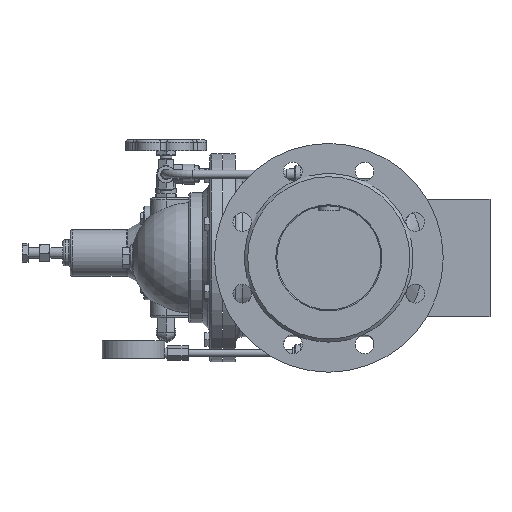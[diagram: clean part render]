
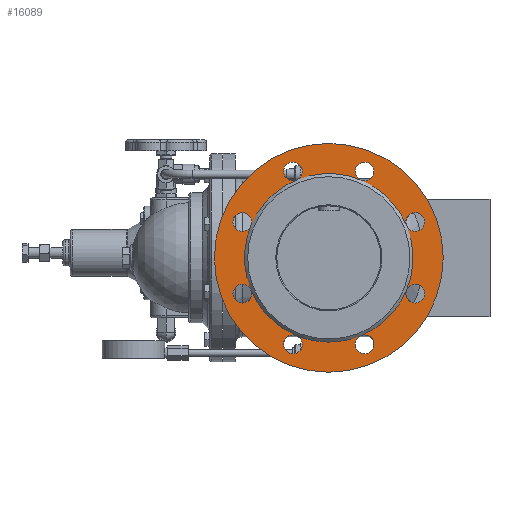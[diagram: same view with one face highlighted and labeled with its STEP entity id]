
A CAD part, left-side view. The second image highlights one B-rep face of the part: STEP entity #16089.
In plain terms, the highlighted planar face has unit normal (-1, 0, 0).
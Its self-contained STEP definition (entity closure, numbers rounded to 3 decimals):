
#595=FACE_BOUND('',#2466,.T.);
#833=PLANE('',#17619);
#1477=FACE_OUTER_BOUND('',#2465,.T.);
#2465=EDGE_LOOP('',(#11639));
#2466=EDGE_LOOP('',(#11640,#11641,#11642,#11643,#11644,#11645,#11646,#11647,
#11648,#11649,#11650,#11651,#11652,#11653,#11654,#11655,#11656,#11657,#11658,
#11659,#11660,#11661,#11662,#11663,#11664));
#3478=CIRCLE('',#17594,110.);
#3479=CIRCLE('',#17596,9.);
#3480=CIRCLE('',#17597,9.);
#3481=CIRCLE('',#17599,9.);
#3482=CIRCLE('',#17600,9.);
#3483=CIRCLE('',#17602,9.);
#3484=CIRCLE('',#17603,9.);
#3485=CIRCLE('',#17605,9.);
#3486=CIRCLE('',#17606,9.);
#3487=CIRCLE('',#17608,9.);
#3488=CIRCLE('',#17609,9.);
#3489=CIRCLE('',#17611,9.);
#3490=CIRCLE('',#17612,9.);
#3491=CIRCLE('',#17614,9.);
#3492=CIRCLE('',#17615,9.);
#3493=CIRCLE('',#17617,9.);
#3494=CIRCLE('',#17618,9.);
#3495=CIRCLE('',#17620,81.);
#3496=CIRCLE('',#17621,81.);
#3497=CIRCLE('',#17622,81.);
#3498=CIRCLE('',#17623,81.);
#3499=CIRCLE('',#17624,81.);
#3500=CIRCLE('',#17625,81.);
#3501=CIRCLE('',#17626,81.);
#3502=CIRCLE('',#17627,81.);
#3503=CIRCLE('',#17628,81.);
#6988=VERTEX_POINT('',#26799);
#6989=VERTEX_POINT('',#26803);
#6990=VERTEX_POINT('',#26804);
#6991=VERTEX_POINT('',#26809);
#6992=VERTEX_POINT('',#26810);
#6993=VERTEX_POINT('',#26815);
#6994=VERTEX_POINT('',#26816);
#6995=VERTEX_POINT('',#26821);
#6996=VERTEX_POINT('',#26822);
#6997=VERTEX_POINT('',#26827);
#6998=VERTEX_POINT('',#26828);
#6999=VERTEX_POINT('',#26833);
#7000=VERTEX_POINT('',#26834);
#7001=VERTEX_POINT('',#26839);
#7002=VERTEX_POINT('',#26840);
#7003=VERTEX_POINT('',#26845);
#7004=VERTEX_POINT('',#26846);
#7005=VERTEX_POINT('',#26852);
#8682=EDGE_CURVE('',#6988,#6988,#3478,.T.);
#8684=EDGE_CURVE('',#6989,#6990,#3479,.T.);
#8686=EDGE_CURVE('',#6990,#6989,#3480,.T.);
#8687=EDGE_CURVE('',#6991,#6992,#3481,.T.);
#8689=EDGE_CURVE('',#6992,#6991,#3482,.T.);
#8690=EDGE_CURVE('',#6993,#6994,#3483,.T.);
#8692=EDGE_CURVE('',#6994,#6993,#3484,.T.);
#8693=EDGE_CURVE('',#6995,#6996,#3485,.T.);
#8695=EDGE_CURVE('',#6996,#6995,#3486,.T.);
#8696=EDGE_CURVE('',#6997,#6998,#3487,.T.);
#8698=EDGE_CURVE('',#6998,#6997,#3488,.T.);
#8699=EDGE_CURVE('',#6999,#7000,#3489,.T.);
#8701=EDGE_CURVE('',#7000,#6999,#3490,.T.);
#8702=EDGE_CURVE('',#7001,#7002,#3491,.T.);
#8704=EDGE_CURVE('',#7002,#7001,#3492,.T.);
#8705=EDGE_CURVE('',#7003,#7004,#3493,.T.);
#8707=EDGE_CURVE('',#7004,#7003,#3494,.T.);
#8708=EDGE_CURVE('',#7003,#6989,#3495,.T.);
#8709=EDGE_CURVE('',#6989,#7005,#3496,.T.);
#8710=EDGE_CURVE('',#7005,#6991,#3497,.T.);
#8711=EDGE_CURVE('',#6991,#6993,#3498,.T.);
#8712=EDGE_CURVE('',#6993,#6995,#3499,.T.);
#8713=EDGE_CURVE('',#6995,#6997,#3500,.T.);
#8714=EDGE_CURVE('',#6997,#6999,#3501,.T.);
#8715=EDGE_CURVE('',#6999,#7001,#3502,.T.);
#8716=EDGE_CURVE('',#7001,#7003,#3503,.T.);
#11639=ORIENTED_EDGE('',*,*,#8682,.F.);
#11640=ORIENTED_EDGE('',*,*,#8705,.F.);
#11641=ORIENTED_EDGE('',*,*,#8708,.T.);
#11642=ORIENTED_EDGE('',*,*,#8686,.F.);
#11643=ORIENTED_EDGE('',*,*,#8684,.F.);
#11644=ORIENTED_EDGE('',*,*,#8709,.T.);
#11645=ORIENTED_EDGE('',*,*,#8710,.T.);
#11646=ORIENTED_EDGE('',*,*,#8689,.F.);
#11647=ORIENTED_EDGE('',*,*,#8687,.F.);
#11648=ORIENTED_EDGE('',*,*,#8711,.T.);
#11649=ORIENTED_EDGE('',*,*,#8692,.F.);
#11650=ORIENTED_EDGE('',*,*,#8690,.F.);
#11651=ORIENTED_EDGE('',*,*,#8712,.T.);
#11652=ORIENTED_EDGE('',*,*,#8695,.F.);
#11653=ORIENTED_EDGE('',*,*,#8693,.F.);
#11654=ORIENTED_EDGE('',*,*,#8713,.T.);
#11655=ORIENTED_EDGE('',*,*,#8698,.F.);
#11656=ORIENTED_EDGE('',*,*,#8696,.F.);
#11657=ORIENTED_EDGE('',*,*,#8714,.T.);
#11658=ORIENTED_EDGE('',*,*,#8701,.F.);
#11659=ORIENTED_EDGE('',*,*,#8699,.F.);
#11660=ORIENTED_EDGE('',*,*,#8715,.T.);
#11661=ORIENTED_EDGE('',*,*,#8704,.F.);
#11662=ORIENTED_EDGE('',*,*,#8702,.F.);
#11663=ORIENTED_EDGE('',*,*,#8716,.T.);
#11664=ORIENTED_EDGE('',*,*,#8707,.F.);
#16089=ADVANCED_FACE('',(#1477,#595),#833,.F.);
#17594=AXIS2_PLACEMENT_3D('',#26800,#19808,#19809);
#17596=AXIS2_PLACEMENT_3D('',#26805,#19813,#19814);
#17597=AXIS2_PLACEMENT_3D('',#26807,#19816,#19817);
#17599=AXIS2_PLACEMENT_3D('',#26811,#19820,#19821);
#17600=AXIS2_PLACEMENT_3D('',#26813,#19823,#19824);
#17602=AXIS2_PLACEMENT_3D('',#26817,#19827,#19828);
#17603=AXIS2_PLACEMENT_3D('',#26819,#19830,#19831);
#17605=AXIS2_PLACEMENT_3D('',#26823,#19834,#19835);
#17606=AXIS2_PLACEMENT_3D('',#26825,#19837,#19838);
#17608=AXIS2_PLACEMENT_3D('',#26829,#19841,#19842);
#17609=AXIS2_PLACEMENT_3D('',#26831,#19844,#19845);
#17611=AXIS2_PLACEMENT_3D('',#26835,#19848,#19849);
#17612=AXIS2_PLACEMENT_3D('',#26837,#19851,#19852);
#17614=AXIS2_PLACEMENT_3D('',#26841,#19855,#19856);
#17615=AXIS2_PLACEMENT_3D('',#26843,#19858,#19859);
#17617=AXIS2_PLACEMENT_3D('',#26847,#19862,#19863);
#17618=AXIS2_PLACEMENT_3D('',#26849,#19865,#19866);
#17619=AXIS2_PLACEMENT_3D('',#26850,#19867,#19868);
#17620=AXIS2_PLACEMENT_3D('',#26851,#19869,#19870);
#17621=AXIS2_PLACEMENT_3D('',#26853,#19871,#19872);
#17622=AXIS2_PLACEMENT_3D('',#26854,#19873,#19874);
#17623=AXIS2_PLACEMENT_3D('',#26855,#19875,#19876);
#17624=AXIS2_PLACEMENT_3D('',#26856,#19877,#19878);
#17625=AXIS2_PLACEMENT_3D('',#26857,#19879,#19880);
#17626=AXIS2_PLACEMENT_3D('',#26858,#19881,#19882);
#17627=AXIS2_PLACEMENT_3D('',#26859,#19883,#19884);
#17628=AXIS2_PLACEMENT_3D('',#26860,#19885,#19886);
#19808=DIRECTION('center_axis',(1.,0.,0.));
#19809=DIRECTION('ref_axis',(0.,0.,-1.));
#19813=DIRECTION('center_axis',(-1.,0.,0.));
#19814=DIRECTION('ref_axis',(0.,0.,1.));
#19816=DIRECTION('center_axis',(-1.,0.,0.));
#19817=DIRECTION('ref_axis',(0.,0.,1.));
#19820=DIRECTION('center_axis',(-1.,0.,0.));
#19821=DIRECTION('ref_axis',(0.,0.,1.));
#19823=DIRECTION('center_axis',(-1.,0.,0.));
#19824=DIRECTION('ref_axis',(0.,0.,1.));
#19827=DIRECTION('center_axis',(-1.,0.,0.));
#19828=DIRECTION('ref_axis',(0.,0.,1.));
#19830=DIRECTION('center_axis',(-1.,0.,0.));
#19831=DIRECTION('ref_axis',(0.,0.,1.));
#19834=DIRECTION('center_axis',(-1.,0.,0.));
#19835=DIRECTION('ref_axis',(0.,0.,1.));
#19837=DIRECTION('center_axis',(-1.,0.,0.));
#19838=DIRECTION('ref_axis',(0.,0.,1.));
#19841=DIRECTION('center_axis',(-1.,0.,0.));
#19842=DIRECTION('ref_axis',(0.,0.,1.));
#19844=DIRECTION('center_axis',(-1.,0.,0.));
#19845=DIRECTION('ref_axis',(0.,0.,1.));
#19848=DIRECTION('center_axis',(-1.,0.,0.));
#19849=DIRECTION('ref_axis',(0.,0.,1.));
#19851=DIRECTION('center_axis',(-1.,0.,0.));
#19852=DIRECTION('ref_axis',(0.,0.,1.));
#19855=DIRECTION('center_axis',(-1.,0.,0.));
#19856=DIRECTION('ref_axis',(0.,0.,1.));
#19858=DIRECTION('center_axis',(-1.,0.,0.));
#19859=DIRECTION('ref_axis',(0.,0.,1.));
#19862=DIRECTION('center_axis',(-1.,0.,0.));
#19863=DIRECTION('ref_axis',(0.,0.,1.));
#19865=DIRECTION('center_axis',(-1.,0.,0.));
#19866=DIRECTION('ref_axis',(0.,0.,1.));
#19867=DIRECTION('center_axis',(1.,0.,0.));
#19868=DIRECTION('ref_axis',(0.,0.,-1.));
#19869=DIRECTION('center_axis',(1.,0.,0.));
#19870=DIRECTION('ref_axis',(0.,0.,1.));
#19871=DIRECTION('center_axis',(1.,0.,0.));
#19872=DIRECTION('ref_axis',(0.,0.,1.));
#19873=DIRECTION('center_axis',(1.,0.,0.));
#19874=DIRECTION('ref_axis',(0.,0.,1.));
#19875=DIRECTION('center_axis',(1.,0.,0.));
#19876=DIRECTION('ref_axis',(0.,0.,1.));
#19877=DIRECTION('center_axis',(1.,0.,0.));
#19878=DIRECTION('ref_axis',(0.,0.,1.));
#19879=DIRECTION('center_axis',(1.,0.,0.));
#19880=DIRECTION('ref_axis',(0.,0.,1.));
#19881=DIRECTION('center_axis',(1.,0.,0.));
#19882=DIRECTION('ref_axis',(0.,0.,1.));
#19883=DIRECTION('center_axis',(1.,0.,0.));
#19884=DIRECTION('ref_axis',(0.,0.,1.));
#19885=DIRECTION('center_axis',(1.,0.,0.));
#19886=DIRECTION('ref_axis',(0.,0.,1.));
#26799=CARTESIAN_POINT('',(-133.,0.,110.));
#26800=CARTESIAN_POINT('Origin',(-133.,0.,0.));
#26803=CARTESIAN_POINT('',(-133.,-30.997,-74.834));
#26804=CARTESIAN_POINT('',(-133.,-34.442,-92.149));
#26805=CARTESIAN_POINT('Origin',(-133.,-34.442,-83.149));
#26807=CARTESIAN_POINT('Origin',(-133.,-34.442,-83.149));
#26809=CARTESIAN_POINT('',(-133.,30.997,-74.834));
#26810=CARTESIAN_POINT('',(-133.,34.442,-92.149));
#26811=CARTESIAN_POINT('Origin',(-133.,34.442,-83.149));
#26813=CARTESIAN_POINT('Origin',(-133.,34.442,-83.149));
#26815=CARTESIAN_POINT('',(-133.,74.834,-30.997));
#26816=CARTESIAN_POINT('',(-133.,83.149,-43.442));
#26817=CARTESIAN_POINT('Origin',(-133.,83.149,-34.442));
#26819=CARTESIAN_POINT('Origin',(-133.,83.149,-34.442));
#26821=CARTESIAN_POINT('',(-133.,74.834,30.997));
#26822=CARTESIAN_POINT('',(-133.,83.149,25.442));
#26823=CARTESIAN_POINT('Origin',(-133.,83.149,34.442));
#26825=CARTESIAN_POINT('Origin',(-133.,83.149,34.442));
#26827=CARTESIAN_POINT('',(-133.,30.997,74.834));
#26828=CARTESIAN_POINT('',(-133.,34.442,74.149));
#26829=CARTESIAN_POINT('Origin',(-133.,34.442,83.149));
#26831=CARTESIAN_POINT('Origin',(-133.,34.442,83.149));
#26833=CARTESIAN_POINT('',(-133.,-30.997,74.834));
#26834=CARTESIAN_POINT('',(-133.,-34.442,74.149));
#26835=CARTESIAN_POINT('Origin',(-133.,-34.442,83.149));
#26837=CARTESIAN_POINT('Origin',(-133.,-34.442,83.149));
#26839=CARTESIAN_POINT('',(-133.,-74.834,30.997));
#26840=CARTESIAN_POINT('',(-133.,-83.149,25.442));
#26841=CARTESIAN_POINT('Origin',(-133.,-83.149,34.442));
#26843=CARTESIAN_POINT('Origin',(-133.,-83.149,34.442));
#26845=CARTESIAN_POINT('',(-133.,-74.834,-30.997));
#26846=CARTESIAN_POINT('',(-133.,-83.149,-43.442));
#26847=CARTESIAN_POINT('Origin',(-133.,-83.149,-34.442));
#26849=CARTESIAN_POINT('Origin',(-133.,-83.149,-34.442));
#26850=CARTESIAN_POINT('Origin',(-133.,0.,0.));
#26851=CARTESIAN_POINT('Origin',(-133.,0.,0.));
#26852=CARTESIAN_POINT('',(-133.,0.,-81.));
#26853=CARTESIAN_POINT('Origin',(-133.,0.,0.));
#26854=CARTESIAN_POINT('Origin',(-133.,0.,0.));
#26855=CARTESIAN_POINT('Origin',(-133.,0.,0.));
#26856=CARTESIAN_POINT('Origin',(-133.,0.,0.));
#26857=CARTESIAN_POINT('Origin',(-133.,0.,0.));
#26858=CARTESIAN_POINT('Origin',(-133.,0.,0.));
#26859=CARTESIAN_POINT('Origin',(-133.,0.,0.));
#26860=CARTESIAN_POINT('Origin',(-133.,0.,0.));
